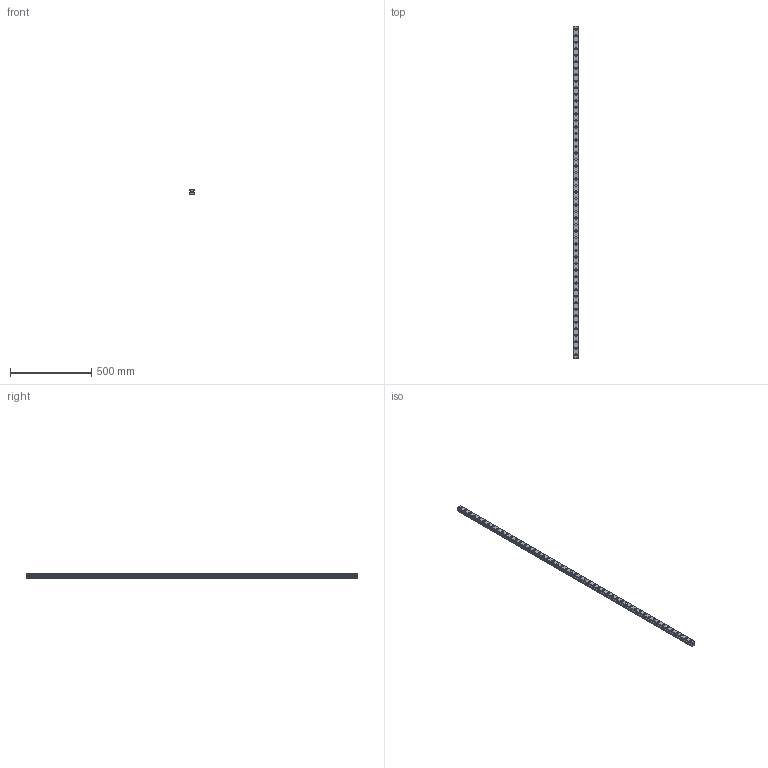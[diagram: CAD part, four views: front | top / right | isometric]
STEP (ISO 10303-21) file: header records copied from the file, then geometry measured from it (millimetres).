
FILE_DESCRIPTION(('STEP AP214'),'1');
FILE_NAME('cctmp_C909014A-9FF6-4A11-87B8-29CCA64B76D6_2021_03_11_14_34_18_0337..stp','2021-03-11T13:34:18',('HIWIN GmbH'),('CADClick - www.CADClick.com'),'Spatial InterOp 3D',' ','unknown authorization');
FILE_SCHEMA(('AUTOMOTIVE_DESIGN'));
Length unit declared in the file: millimetre
Products named in the file (1): RGR30R2040H_FILE
Bounding box: 28 x 2040 x 28 mm (x, y, z)
Volume: 1170682.4 mm3; surface area: 302978.1 mm2
Topology: 1 solids, 1 shells, 574 faces, 1245 edges, 830 vertices
Faces by surface type: cylinder 324, plane 250
Entity records: 20553 total; most frequent: DIRECTION 3043, CARTESIAN_POINT 2650, ORIENTED_EDGE 2490, EDGE_CURVE 1245, AXIS2_PLACEMENT_3D 1223, VERTEX_POINT 830, EDGE_LOOP 731, CIRCLE 648
